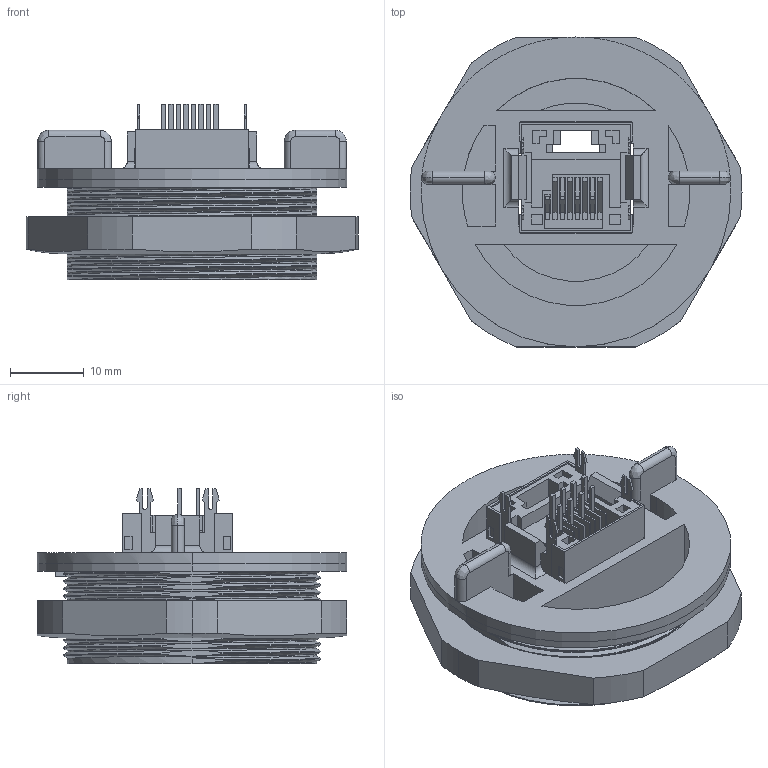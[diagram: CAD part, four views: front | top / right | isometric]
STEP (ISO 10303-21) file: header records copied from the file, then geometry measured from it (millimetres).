
FILE_DESCRIPTION(('STEP AP242'),'1');
FILE_NAME('px0839-pc.stp','2023-02-19T13:56:10',('TraceParts'),('TraceParts S.A.'),'Spatial InterOp 3D',' ',' ');
FILE_SCHEMA(('AP242_MANAGED_MODEL_BASED_3D_ENGINEERING_MIM_LF {1 0 10303 442 1 1 4}'));
Length unit declared in the file: millimetre
Products named in the file (1): px0839-pc_1
Bounding box: 45 x 42 x 23.73 mm (x, y, z)
Volume: 11706 mm3; surface area: 15845.1 mm2
Topology: 5 solids, 5 shells, 652 faces, 1785 edges, 1125 vertices
Faces by surface type: plane 435, cylinder 106, bspline 100, cone 4, torus 4, sphere 3
Entity records: 28638 total; most frequent: CARTESIAN_POINT 12844, ORIENTED_EDGE 3570, DIRECTION 2779, EDGE_CURVE 1785, LINE 1355, VECTOR 1355, VERTEX_POINT 1125, AXIS2_PLACEMENT_3D 712
